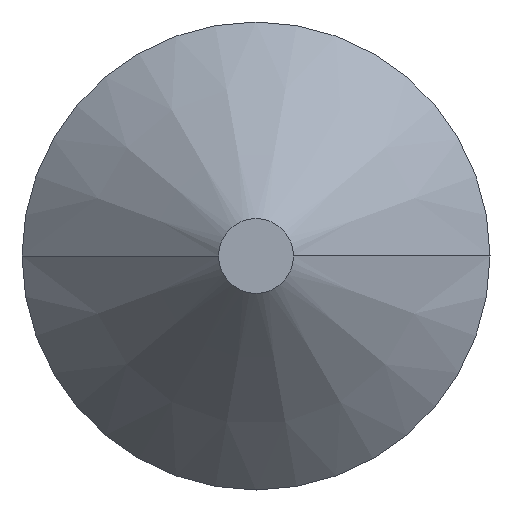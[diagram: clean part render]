
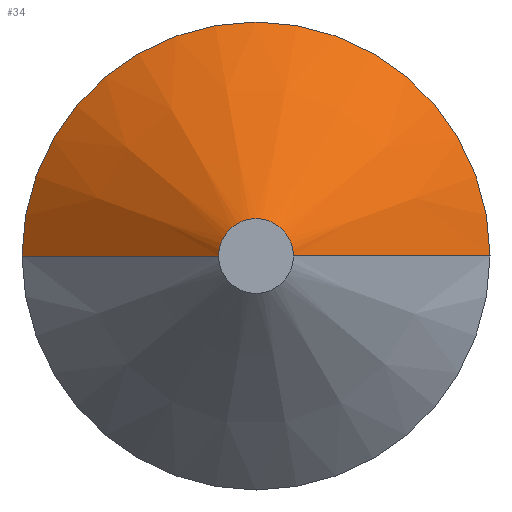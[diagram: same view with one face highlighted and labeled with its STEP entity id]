
A CAD part, front view. The second image highlights one B-rep face of the part: STEP entity #34.
In plain terms, the highlighted conical face has half-angle 45 degrees and reference radius 1.016 mm.
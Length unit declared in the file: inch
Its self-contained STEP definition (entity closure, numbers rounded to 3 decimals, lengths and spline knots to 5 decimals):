
#6 = CARTESIAN_POINT ( 'NONE',  ( 0., 0., 0. ) ) ;
#8 = EDGE_CURVE ( 'NONE', #188, #285, #259, .T. ) ;
#16 = DIRECTION ( 'NONE',  ( 1., 0., 0. ) ) ;
#19 = AXIS2_PLACEMENT_3D ( 'NONE', #6, #275, #220 ) ;
#25 = VERTEX_POINT ( 'NONE', #309 ) ;
#34 = ADVANCED_FACE ( 'NONE', ( #222 ), #290, .T. ) ;
#44 = ORIENTED_EDGE ( 'NONE', *, *, #192, .F. ) ;
#46 = CARTESIAN_POINT ( 'NONE',  ( 0.04, 0., 0. ) ) ;
#65 = CARTESIAN_POINT ( 'NONE',  ( 0.25, 0.21, 0. ) ) ;
#72 = EDGE_CURVE ( 'NONE', #188, #25, #241, .T. ) ;
#96 = CARTESIAN_POINT ( 'NONE',  ( 0.04, 0., 0. ) ) ;
#118 = VECTOR ( 'NONE', #286, 39.37008 ) ;
#121 = EDGE_CURVE ( 'NONE', #285, #175, #262, .T. ) ;
#123 = DIRECTION ( 'NONE',  ( -0.707, 0.707, 0. ) ) ;
#146 = ORIENTED_EDGE ( 'NONE', *, *, #8, .T. ) ;
#160 = CARTESIAN_POINT ( 'NONE',  ( 0., 0.21, 0. ) ) ;
#175 = VERTEX_POINT ( 'NONE', #253 ) ;
#181 = DIRECTION ( 'NONE',  ( 0., -1., 0. ) ) ;
#183 = DIRECTION ( 'NONE',  ( 0., -1., 0. ) ) ;
#188 = VERTEX_POINT ( 'NONE', #96 ) ;
#192 = EDGE_CURVE ( 'NONE', #25, #175, #195, .T. ) ;
#195 = LINE ( 'NONE', #292, #214 ) ;
#196 = AXIS2_PLACEMENT_3D ( 'NONE', #198, #183, #205 ) ;
#198 = CARTESIAN_POINT ( 'NONE',  ( 0., 0., 0. ) ) ;
#205 = DIRECTION ( 'NONE',  ( 1., 0., 0. ) ) ;
#210 = ORIENTED_EDGE ( 'NONE', *, *, #121, .T. ) ;
#214 = VECTOR ( 'NONE', #123, 39.37008 ) ;
#217 = EDGE_LOOP ( 'NONE', ( #240, #146, #210, #44 ) ) ;
#220 = DIRECTION ( 'NONE',  ( -1., 0., 0. ) ) ;
#222 = FACE_OUTER_BOUND ( 'NONE', #217, .T. ) ;
#240 = ORIENTED_EDGE ( 'NONE', *, *, #72, .F. ) ;
#241 = CIRCLE ( 'NONE', #196, 0.04 ) ;
#253 = CARTESIAN_POINT ( 'NONE',  ( -0.25, 0.21, 0. ) ) ;
#259 = LINE ( 'NONE', #46, #118 ) ;
#262 = CIRCLE ( 'NONE', #282, 0.25 ) ;
#275 = DIRECTION ( 'NONE',  ( 0., 1., 0. ) ) ;
#282 = AXIS2_PLACEMENT_3D ( 'NONE', #160, #181, #16 ) ;
#285 = VERTEX_POINT ( 'NONE', #65 ) ;
#286 = DIRECTION ( 'NONE',  ( 0.707, 0.707, 0. ) ) ;
#290 = CONICAL_SURFACE ( 'NONE', #19, 0.04, 0.785 ) ;
#292 = CARTESIAN_POINT ( 'NONE',  ( -0.04, 0., 0. ) ) ;
#309 = CARTESIAN_POINT ( 'NONE',  ( -0.04, 0., 0. ) ) ;
